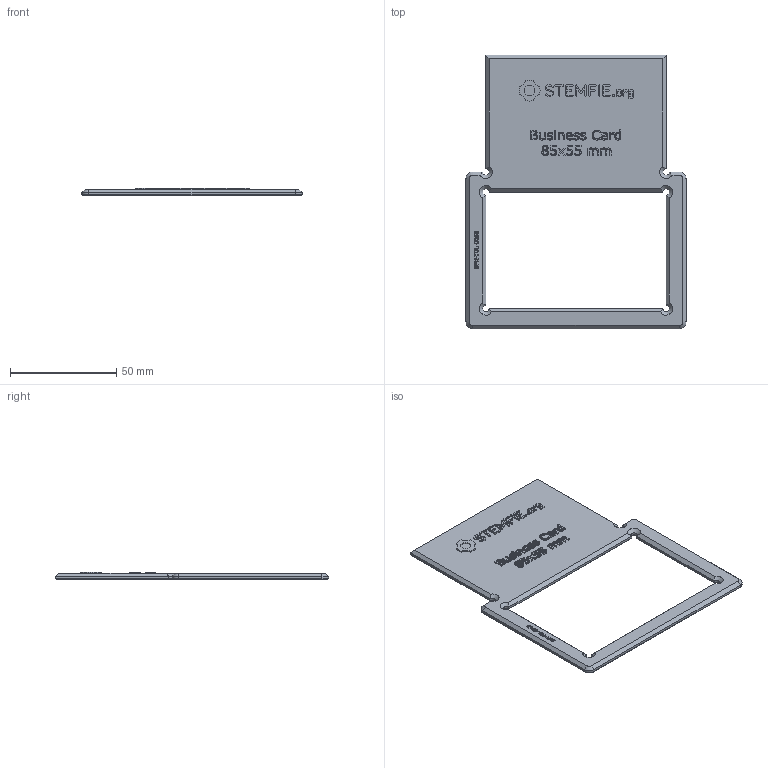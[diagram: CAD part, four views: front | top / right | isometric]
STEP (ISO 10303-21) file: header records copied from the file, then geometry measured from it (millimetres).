
FILE_DESCRIPTION(('FreeCAD Model'),'2;1');
FILE_NAME('Open CASCADE Shape Model','2024-07-08T19:53:50',(''),(''), 'Open CASCADE STEP processor 7.6','FreeCAD','Unknown');
FILE_SCHEMA(('AUTOMOTIVE_DESIGN { 1 0 10303 214 1 1 1 1 }'));
Length unit declared in the file: millimetre
Products named in the file (1): Tool Business Card Cutting Template 85x55mm - SPN-TOL-0055 
(stemfie.org)
Bounding box: 103.75 x 128.75 x 3.73 mm (x, y, z)
Volume: 22950.6 mm3; surface area: 17106.8 mm2
Topology: 1 solids, 1 shells, 1078 faces, 3010 edges, 1992 vertices
Faces by surface type: extrusion 556, plane 492, cone 20, cylinder 10
Entity records: 35004 total; most frequent: CARTESIAN_POINT 9417, ORIENTED_EDGE 6020, DIRECTION 3564, EDGE_CURVE 3010, VECTOR 2390, VERTEX_POINT 1992, LINE 1834, B_SPLINE_CURVE_WITH_KNOTS 1668
